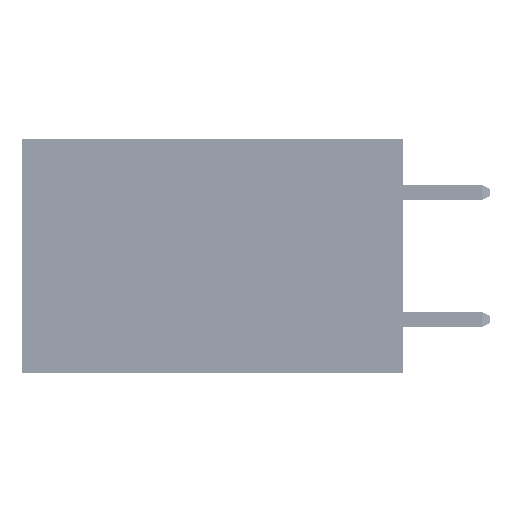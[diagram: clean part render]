
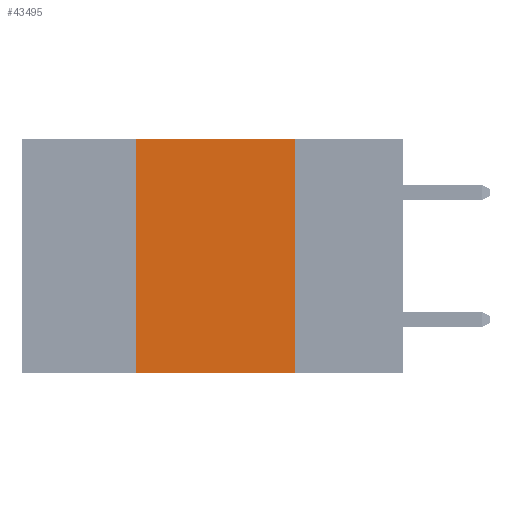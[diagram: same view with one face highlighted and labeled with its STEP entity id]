
A CAD part, left-side view. The second image highlights one B-rep face of the part: STEP entity #43495.
In plain terms, the highlighted planar face has unit normal (-1, 0, 0).
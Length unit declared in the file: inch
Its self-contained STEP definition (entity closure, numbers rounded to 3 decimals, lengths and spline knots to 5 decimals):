
#24 = DIRECTION ( 'NONE',  ( 1., 0., 0. ) ) ;
#979 = EDGE_CURVE ( 'NONE', #14401, #48390, #8518, .T. ) ;
#2163 = CARTESIAN_POINT ( 'NONE',  ( 0., 0.42, 0. ) ) ;
#2572 = CARTESIAN_POINT ( 'NONE',  ( 0., 0.17, 0. ) ) ;
#3039 = LINE ( 'NONE', #30139, #14875 ) ;
#4082 = VECTOR ( 'NONE', #36581, 39.37008 ) ;
#5544 = ORIENTED_EDGE ( 'NONE', *, *, #979, .T. ) ;
#5874 = ORIENTED_EDGE ( 'NONE', *, *, #14856, .F. ) ;
#8518 = LINE ( 'NONE', #24578, #20627 ) ;
#11216 = DIRECTION ( 'NONE',  ( 0., 0., 1. ) ) ;
#12990 = CARTESIAN_POINT ( 'NONE',  ( 0., 0.6, 0. ) ) ;
#13624 = CARTESIAN_POINT ( 'NONE',  ( 0., 0.17, -0.37 ) ) ;
#14401 = VERTEX_POINT ( 'NONE', #49178 ) ;
#14842 = EDGE_LOOP ( 'NONE', ( #20510, #35801, #5874, #5544 ) ) ;
#14856 = EDGE_CURVE ( 'NONE', #14401, #27022, #3039, .T. ) ;
#14875 = VECTOR ( 'NONE', #11216, 39.37008 ) ;
#17457 = CARTESIAN_POINT ( 'NONE',  ( 0., 0.17, 0. ) ) ;
#17660 = LINE ( 'NONE', #2572, #4082 ) ;
#20510 = ORIENTED_EDGE ( 'NONE', *, *, #38747, .F. ) ;
#20627 = VECTOR ( 'NONE', #32520, 39.37008 ) ;
#21507 = EDGE_CURVE ( 'NONE', #27022, #45904, #43949, .T. ) ;
#24578 = CARTESIAN_POINT ( 'NONE',  ( 0., 0.6, -0.37 ) ) ;
#27022 = VERTEX_POINT ( 'NONE', #2163 ) ;
#30139 = CARTESIAN_POINT ( 'NONE',  ( 0., 0.42, 0. ) ) ;
#32520 = DIRECTION ( 'NONE',  ( 0., -1., 0. ) ) ;
#34132 = VECTOR ( 'NONE', #39642, 39.37008 ) ;
#34793 = PLANE ( 'NONE',  #44273 ) ;
#35028 = CARTESIAN_POINT ( 'NONE',  ( 0., 0.6, 0. ) ) ;
#35801 = ORIENTED_EDGE ( 'NONE', *, *, #21507, .F. ) ;
#36581 = DIRECTION ( 'NONE',  ( 0., 0., -1. ) ) ;
#38368 = DIRECTION ( 'NONE',  ( 0., 0., -1. ) ) ;
#38747 = EDGE_CURVE ( 'NONE', #45904, #48390, #17660, .T. ) ;
#39642 = DIRECTION ( 'NONE',  ( 0., -1., 0. ) ) ;
#42711 = FACE_OUTER_BOUND ( 'NONE', #14842, .T. ) ;
#43495 = ADVANCED_FACE ( 'NONE', ( #42711 ), #34793, .F. ) ;
#43949 = LINE ( 'NONE', #12990, #34132 ) ;
#44273 = AXIS2_PLACEMENT_3D ( 'NONE', #35028, #24, #38368 ) ;
#45904 = VERTEX_POINT ( 'NONE', #17457 ) ;
#48390 = VERTEX_POINT ( 'NONE', #13624 ) ;
#49178 = CARTESIAN_POINT ( 'NONE',  ( 0., 0.42, -0.37 ) ) ;
